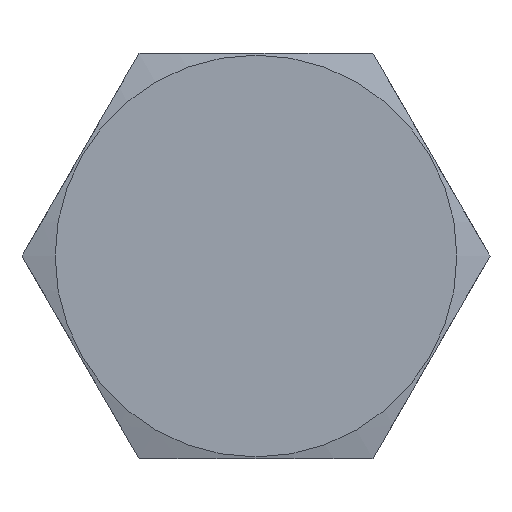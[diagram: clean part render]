
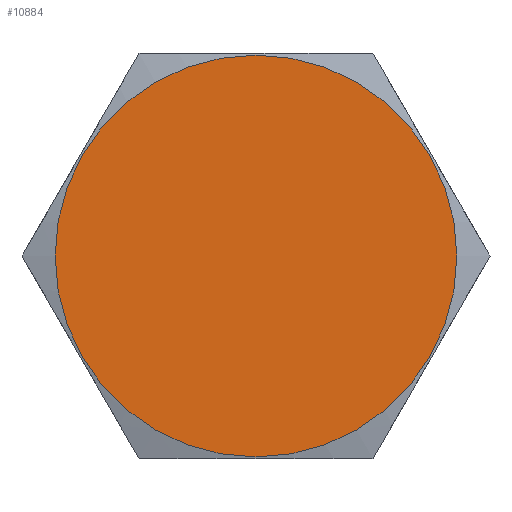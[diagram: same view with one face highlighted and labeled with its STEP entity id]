
A CAD part, left-side view. The second image highlights one B-rep face of the part: STEP entity #10884.
In plain terms, the highlighted planar face has unit normal (-1, 0, 0).
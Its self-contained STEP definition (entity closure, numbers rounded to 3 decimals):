
#1002 = CARTESIAN_POINT ( 'NONE',  ( 0., 0., 22.8 ) ) ;
#1627 = EDGE_LOOP ( 'NONE', ( #7251 ) ) ;
#2518 = DIRECTION ( 'NONE',  ( -1., 0., 0. ) ) ;
#4641 = VERTEX_POINT ( 'NONE', #1002 ) ;
#4914 = AXIS2_PLACEMENT_3D ( 'NONE', #13217, #5774, #8166 ) ;
#5774 = DIRECTION ( 'NONE',  ( 1., 0., 0. ) ) ;
#7251 = ORIENTED_EDGE ( 'NONE', *, *, #7567, .T. ) ;
#7567 = EDGE_CURVE ( 'NONE', #4641, #4641, #9492, .T. ) ;
#8166 = DIRECTION ( 'NONE',  ( 0., 0., -1. ) ) ;
#8408 = FACE_OUTER_BOUND ( 'NONE', #1627, .T. ) ;
#9492 = CIRCLE ( 'NONE', #14857, 22.8 ) ;
#10598 = PLANE ( 'NONE',  #4914 ) ;
#10884 = ADVANCED_FACE ( 'NONE', ( #8408 ), #10598, .F. ) ;
#13217 = CARTESIAN_POINT ( 'NONE',  ( 0., 28.5, 0. ) ) ;
#14496 = CARTESIAN_POINT ( 'NONE',  ( 0., 0., 0. ) ) ;
#14857 = AXIS2_PLACEMENT_3D ( 'NONE', #14496, #2518, #15761 ) ;
#15761 = DIRECTION ( 'NONE',  ( 0., 0., 1. ) ) ;
